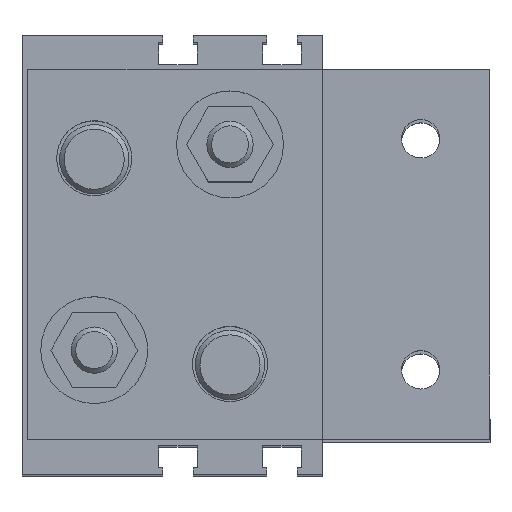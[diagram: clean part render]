
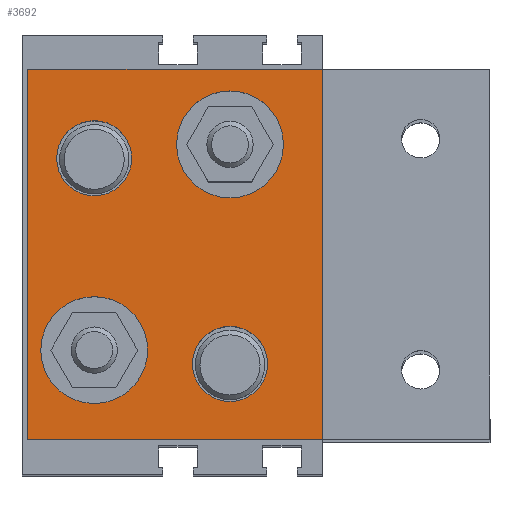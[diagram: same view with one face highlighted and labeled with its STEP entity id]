
A CAD part, top view. The second image highlights one B-rep face of the part: STEP entity #3692.
In plain terms, the highlighted face is planar.
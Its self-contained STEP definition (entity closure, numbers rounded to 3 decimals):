
#3292=CARTESIAN_POINT('',(-10.5,68.5,24.65));
#3293=VERTEX_POINT('',#3292);
#3294=CARTESIAN_POINT('',(-10.5,68.5,15.4));
#3295=DIRECTION('',(1.0,0.0,0.0));
#3296=DIRECTION('',(0.0,0.0,1.0));
#3297=AXIS2_PLACEMENT_3D('',#3294,#3295,#3296);
#3298=CIRCLE('',#3297,9.25);
#3299=EDGE_CURVE('',#3293,#3293,#3298,.T.);
#3358=CARTESIAN_POINT('',(-10.5,45.,60.25));
#3359=VERTEX_POINT('',#3358);
#3360=CARTESIAN_POINT('',(-10.5,45.,51.));
#3361=DIRECTION('',(1.0,0.0,0.0));
#3362=DIRECTION('',(0.0,0.0,1.0));
#3363=AXIS2_PLACEMENT_3D('',#3360,#3361,#3362);
#3364=CIRCLE('',#3363,9.25);
#3365=EDGE_CURVE('',#3359,#3359,#3364,.T.);
#3410=CARTESIAN_POINT('',(-10.5,68.5,55.1));
#3411=VERTEX_POINT('',#3410);
#3412=CARTESIAN_POINT('',(-10.5,68.5,48.6));
#3413=DIRECTION('',(1.0,0.0,0.0));
#3414=DIRECTION('',(0.0,0.0,1.0));
#3415=AXIS2_PLACEMENT_3D('',#3412,#3413,#3414);
#3416=CIRCLE('',#3415,6.5);
#3417=EDGE_CURVE('',#3411,#3411,#3416,.T.);
#3459=CARTESIAN_POINT('',(-10.5,45.0,19.5));
#3460=VERTEX_POINT('',#3459);
#3461=CARTESIAN_POINT('',(-10.5,45.0,13.));
#3462=DIRECTION('',(1.0,0.0,0.0));
#3463=DIRECTION('',(0.0,0.0,1.0));
#3464=AXIS2_PLACEMENT_3D('',#3461,#3462,#3463);
#3465=CIRCLE('',#3464,6.5);
#3466=EDGE_CURVE('',#3460,#3460,#3465,.T.);
#3476=CARTESIAN_POINT('',(-10.5,80.0,64.0));
#3477=VERTEX_POINT('',#3476);
#3494=CARTESIAN_POINT('',(-10.5,80.0,0.0));
#3495=VERTEX_POINT('',#3494);
#3502=CARTESIAN_POINT('',(-10.5,80.0,0.0));
#3503=DIRECTION('',(0.0,0.0,1.0));
#3504=VECTOR('',#3503,64.0);
#3505=LINE('',#3502,#3504);
#3506=EDGE_CURVE('',#3495,#3477,#3505,.T.);
#3633=CARTESIAN_POINT('',(-10.5,29.,64.0));
#3634=VERTEX_POINT('',#3633);
#3641=CARTESIAN_POINT('',(-10.5,29.,0.0));
#3642=VERTEX_POINT('',#3641);
#3643=CARTESIAN_POINT('',(-10.5,29.,0.0));
#3644=DIRECTION('',(0.0,0.0,1.0));
#3645=VECTOR('',#3644,64.0);
#3646=LINE('',#3643,#3645);
#3647=EDGE_CURVE('',#3642,#3634,#3646,.T.);
#3659=CARTESIAN_POINT('',(-10.5,29.,0.0));
#3660=DIRECTION('',(-1.0,0.0,0.0));
#3661=DIRECTION('',(0.0,0.0,1.0));
#3662=AXIS2_PLACEMENT_3D('',#3659,#3660,#3661);
#3663=PLANE('',#3662);
#3664=CARTESIAN_POINT('',(-10.5,29.,64.0));
#3665=DIRECTION('',(0.0,1.0,0.0));
#3666=VECTOR('',#3665,51.0);
#3667=LINE('',#3664,#3666);
#3668=EDGE_CURVE('',#3634,#3477,#3667,.T.);
#3669=ORIENTED_EDGE('',*,*,#3668,.T.);
#3670=ORIENTED_EDGE('',*,*,#3506,.F.);
#3671=CARTESIAN_POINT('',(-10.5,80.0,0.0));
#3672=DIRECTION('',(0.0,-1.0,0.0));
#3673=VECTOR('',#3672,51.0);
#3674=LINE('',#3671,#3673);
#3675=EDGE_CURVE('',#3495,#3642,#3674,.T.);
#3676=ORIENTED_EDGE('',*,*,#3675,.T.);
#3677=ORIENTED_EDGE('',*,*,#3647,.T.);
#3678=EDGE_LOOP('',(#3669,#3670,#3676,#3677));
#3679=FACE_OUTER_BOUND('',#3678,.T.);
#3680=ORIENTED_EDGE('',*,*,#3299,.T.);
#3681=EDGE_LOOP('',(#3680));
#3682=FACE_BOUND('',#3681,.T.);
#3683=ORIENTED_EDGE('',*,*,#3365,.T.);
#3684=EDGE_LOOP('',(#3683));
#3685=FACE_BOUND('',#3684,.T.);
#3686=ORIENTED_EDGE('',*,*,#3417,.T.);
#3687=EDGE_LOOP('',(#3686));
#3688=FACE_BOUND('',#3687,.T.);
#3689=ORIENTED_EDGE('',*,*,#3466,.T.);
#3690=EDGE_LOOP('',(#3689));
#3691=FACE_BOUND('',#3690,.T.);
#3692=ADVANCED_FACE('',(#3679,#3682,#3685,#3688,#3691),#3663,.T.);
